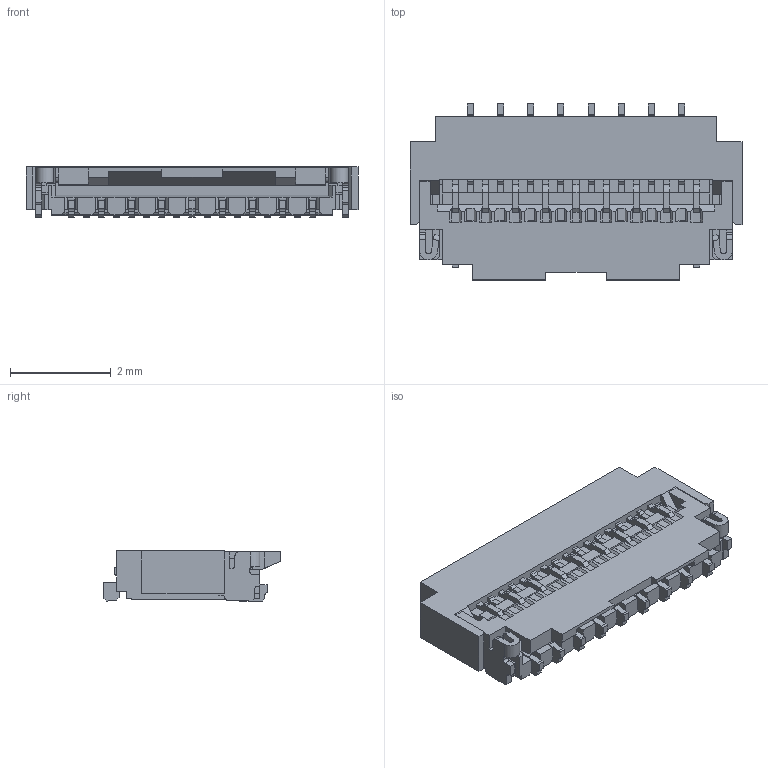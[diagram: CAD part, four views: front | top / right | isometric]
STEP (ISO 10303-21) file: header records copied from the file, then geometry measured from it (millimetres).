
FILE_DESCRIPTION(/* description */ (''),/* implementation_level */ '2;1');
FILE_NAME(/* name */ 'FH26W-17S-0.3SHW.step',/* time_stamp */ '2023-04-16T04:09:41+02:00',/* author */ (''),/* organization */ (''),/* preprocessor_version */ 'ST-DEVELOPER v19.2',/* originating_system */ 'Autodesk Translation Framework v12.4.0.73',/* authorisation */ '');
FILE_SCHEMA (('AUTOMOTIVE_DESIGN { 1 0 10303 214 3 1 1 }'));
Length unit declared in the file: millimetre
Products named in the file (2): (Unsaved); FH26W_cWJx[X
f_17c
Assembly tree (1 placements, depth 2):
  (Unsaved)
    FH26W_cWJx[X
f_17c
Bounding box: 6.6 x 3.5 x 1 mm (x, y, z)
Volume: 14 mm3; surface area: 96 mm2
Topology: 1 solids, 1 shells, 754 faces, 2225 edges, 1468 vertices
Faces by surface type: plane 657, cylinder 97
Entity records: 25400 total; most frequent: CARTESIAN_POINT 4474, ORIENTED_EDGE 4450, DIRECTION 3935, EDGE_CURVE 2225, LINE 2025, VECTOR 2025, VERTEX_POINT 1468, AXIS2_PLACEMENT_3D 955
